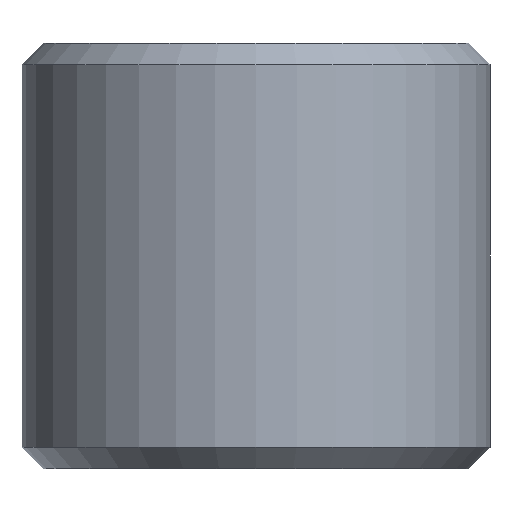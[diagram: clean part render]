
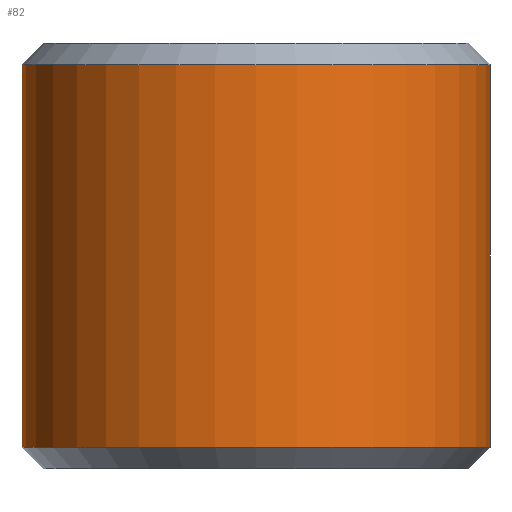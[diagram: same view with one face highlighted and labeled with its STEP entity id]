
A CAD part, front view. The second image highlights one B-rep face of the part: STEP entity #82.
In plain terms, the highlighted cylindrical face has radius 11 mm (diameter 22 mm), a full revolution.
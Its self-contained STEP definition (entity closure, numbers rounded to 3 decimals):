
#82 = ADVANCED_FACE( '', ( #105, #106 ), #107, .T. );
#105 = FACE_OUTER_BOUND( '', #129, .T. );
#106 = FACE_OUTER_BOUND( '', #130, .T. );
#107 = CYLINDRICAL_SURFACE( '', #131, 11. );
#129 = EDGE_LOOP( '', ( #167 ) );
#130 = EDGE_LOOP( '', ( #168 ) );
#131 = AXIS2_PLACEMENT_3D( '', #169, #170, #171 );
#167 = ORIENTED_EDGE( '', *, *, #177, .T. );
#168 = ORIENTED_EDGE( '', *, *, #175, .T. );
#169 = CARTESIAN_POINT( '', ( 0., 0., 20. ) );
#170 = DIRECTION( '', ( 0., 0., 1. ) );
#171 = DIRECTION( '', ( -1., 0., 0. ) );
#175 = EDGE_CURVE( '', #186, #186, #187, .T. );
#177 = EDGE_CURVE( '', #190, #190, #191, .F. );
#186 = VERTEX_POINT( '', #202 );
#187 = CIRCLE( '', #203, 11. );
#190 = VERTEX_POINT( '', #206 );
#191 = CIRCLE( '', #207, 11. );
#202 = CARTESIAN_POINT( '', ( -11., 0., 19. ) );
#203 = AXIS2_PLACEMENT_3D( '', #221, #222, #223 );
#206 = CARTESIAN_POINT( '', ( -11., 0., 1. ) );
#207 = AXIS2_PLACEMENT_3D( '', #227, #228, #229 );
#221 = CARTESIAN_POINT( '', ( 0., 0., 19. ) );
#222 = DIRECTION( '', ( 0., 0., -1. ) );
#223 = DIRECTION( '', ( -1., 0., 0. ) );
#227 = CARTESIAN_POINT( '', ( 0., 0., 1. ) );
#228 = DIRECTION( '', ( 0., 0., -1. ) );
#229 = DIRECTION( '', ( -1., 0., 0. ) );
